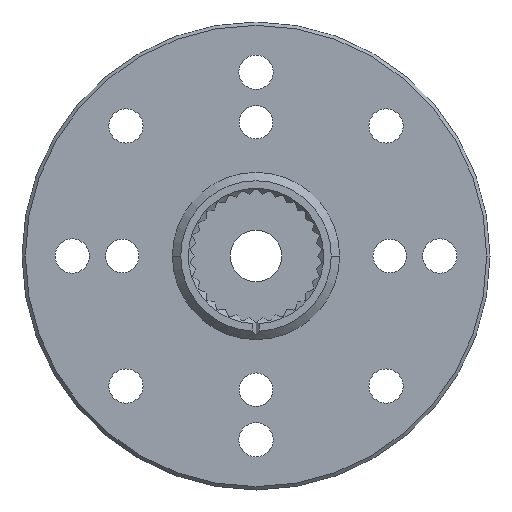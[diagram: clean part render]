
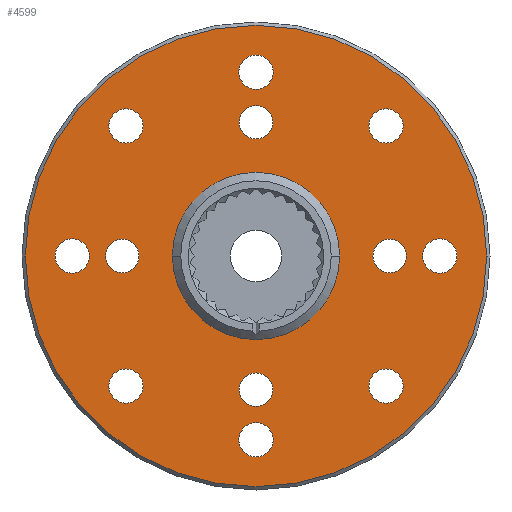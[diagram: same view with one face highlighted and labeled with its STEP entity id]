
A CAD part, front view. The second image highlights one B-rep face of the part: STEP entity #4599.
In plain terms, the highlighted planar face has unit normal (0, -1, 0).
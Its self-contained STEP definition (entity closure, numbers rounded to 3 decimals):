
#217=CARTESIAN_POINT('',(0.,0.,0.));
#218=DIRECTION('',(0.,1.,0.));
#219=DIRECTION('',(1.,0.,0.));
#220=AXIS2_PLACEMENT_3D('',#217,#218,#219);
#225=CARTESIAN_POINT('',(0.,0.,0.));
#226=DIRECTION('',(0.,-1.,0.));
#227=DIRECTION('',(1.,0.,0.));
#228=AXIS2_PLACEMENT_3D('',#225,#226,#227);
#233=CARTESIAN_POINT('',(0.,0.,-11.));
#234=DIRECTION('',(0.,1.,0.));
#235=DIRECTION('',(1.,0.,0.));
#236=AXIS2_PLACEMENT_3D('',#233,#234,#235);
#241=CARTESIAN_POINT('',(0.,0.,-11.));
#242=DIRECTION('',(0.,1.,0.));
#243=DIRECTION('',(-1.,0.,0.));
#244=AXIS2_PLACEMENT_3D('',#241,#242,#243);
#249=CARTESIAN_POINT('',(7.778,0.,-7.778));
#250=DIRECTION('',(0.,1.,0.));
#251=DIRECTION('',(1.,0.,0.));
#252=AXIS2_PLACEMENT_3D('',#249,#250,#251);
#257=CARTESIAN_POINT('',(7.778,0.,-7.778));
#258=DIRECTION('',(0.,1.,0.));
#259=DIRECTION('',(-1.,0.,0.));
#260=AXIS2_PLACEMENT_3D('',#257,#258,#259);
#265=CARTESIAN_POINT('',(11.,0.,0.));
#266=DIRECTION('',(0.,1.,0.));
#267=DIRECTION('',(1.,0.,0.));
#268=AXIS2_PLACEMENT_3D('',#265,#266,#267);
#273=CARTESIAN_POINT('',(11.,0.,0.));
#274=DIRECTION('',(0.,1.,0.));
#275=DIRECTION('',(-1.,0.,0.));
#276=AXIS2_PLACEMENT_3D('',#273,#274,#275);
#281=CARTESIAN_POINT('',(7.778,0.,7.778));
#282=DIRECTION('',(0.,1.,0.));
#283=DIRECTION('',(1.,0.,0.));
#284=AXIS2_PLACEMENT_3D('',#281,#282,#283);
#289=CARTESIAN_POINT('',(7.778,0.,7.778));
#290=DIRECTION('',(0.,1.,0.));
#291=DIRECTION('',(-1.,0.,0.));
#292=AXIS2_PLACEMENT_3D('',#289,#290,#291);
#297=CARTESIAN_POINT('',(0.,0.,11.));
#298=DIRECTION('',(0.,1.,0.));
#299=DIRECTION('',(1.,0.,0.));
#300=AXIS2_PLACEMENT_3D('',#297,#298,#299);
#305=CARTESIAN_POINT('',(0.,0.,11.));
#306=DIRECTION('',(0.,1.,0.));
#307=DIRECTION('',(-1.,0.,0.));
#308=AXIS2_PLACEMENT_3D('',#305,#306,#307);
#313=CARTESIAN_POINT('',(-7.778,0.,7.778));
#314=DIRECTION('',(0.,1.,0.));
#315=DIRECTION('',(1.,0.,0.));
#316=AXIS2_PLACEMENT_3D('',#313,#314,#315);
#321=CARTESIAN_POINT('',(-7.778,0.,7.778));
#322=DIRECTION('',(0.,1.,0.));
#323=DIRECTION('',(-1.,0.,0.));
#324=AXIS2_PLACEMENT_3D('',#321,#322,#323);
#329=CARTESIAN_POINT('',(-11.,0.,0.));
#330=DIRECTION('',(0.,1.,0.));
#331=DIRECTION('',(1.,0.,0.));
#332=AXIS2_PLACEMENT_3D('',#329,#330,#331);
#337=CARTESIAN_POINT('',(-11.,0.,0.));
#338=DIRECTION('',(0.,1.,0.));
#339=DIRECTION('',(-1.,0.,0.));
#340=AXIS2_PLACEMENT_3D('',#337,#338,#339);
#345=CARTESIAN_POINT('',(-7.778,0.,-7.778));
#346=DIRECTION('',(0.,1.,0.));
#347=DIRECTION('',(1.,0.,0.));
#348=AXIS2_PLACEMENT_3D('',#345,#346,#347);
#353=CARTESIAN_POINT('',(-7.778,0.,-7.778));
#354=DIRECTION('',(0.,1.,0.));
#355=DIRECTION('',(-1.,0.,0.));
#356=AXIS2_PLACEMENT_3D('',#353,#354,#355);
#361=CARTESIAN_POINT('',(0.,0.,-8.));
#362=DIRECTION('',(0.,-1.,0.));
#363=DIRECTION('',(1.,0.,0.));
#364=AXIS2_PLACEMENT_3D('',#361,#362,#363);
#369=CARTESIAN_POINT('',(0.,0.,-8.));
#370=DIRECTION('',(0.,-1.,0.));
#371=DIRECTION('',(-1.,0.,0.));
#372=AXIS2_PLACEMENT_3D('',#369,#370,#371);
#377=CARTESIAN_POINT('',(8.,0.,0.));
#378=DIRECTION('',(0.,-1.,0.));
#379=DIRECTION('',(1.,0.,0.));
#380=AXIS2_PLACEMENT_3D('',#377,#378,#379);
#385=CARTESIAN_POINT('',(8.,0.,0.));
#386=DIRECTION('',(0.,-1.,0.));
#387=DIRECTION('',(-1.,0.,0.));
#388=AXIS2_PLACEMENT_3D('',#385,#386,#387);
#393=CARTESIAN_POINT('',(0.,0.,8.));
#394=DIRECTION('',(0.,-1.,0.));
#395=DIRECTION('',(1.,0.,0.));
#396=AXIS2_PLACEMENT_3D('',#393,#394,#395);
#401=CARTESIAN_POINT('',(0.,0.,8.));
#402=DIRECTION('',(0.,-1.,0.));
#403=DIRECTION('',(-1.,0.,0.));
#404=AXIS2_PLACEMENT_3D('',#401,#402,#403);
#409=CARTESIAN_POINT('',(-8.,0.,0.));
#410=DIRECTION('',(0.,-1.,0.));
#411=DIRECTION('',(1.,0.,0.));
#412=AXIS2_PLACEMENT_3D('',#409,#410,#411);
#417=CARTESIAN_POINT('',(-8.,0.,0.));
#418=DIRECTION('',(0.,-1.,0.));
#419=DIRECTION('',(-1.,0.,0.));
#420=AXIS2_PLACEMENT_3D('',#417,#418,#419);
#440=CARTESIAN_POINT('',(0.,0.,0.));
#441=DIRECTION('',(0.,-1.,0.));
#442=DIRECTION('',(1.,0.,0.));
#443=AXIS2_PLACEMENT_3D('',#440,#441,#442);
#3957=CARTESIAN_POINT('',(0.,0.,0.));
#3958=DIRECTION('',(0.,1.,0.));
#3959=DIRECTION('',(1.,0.,0.));
#3960=AXIS2_PLACEMENT_3D('',#3957,#3958,#3959);
#3965=CARTESIAN_POINT('',(5.,0.,0.));
#3966=CARTESIAN_POINT('',(-5.,0.,0.));
#3967=VERTEX_POINT('',#3965);
#3968=VERTEX_POINT('',#3966);
#3985=CARTESIAN_POINT('',(13.8,0.,0.));
#3986=CARTESIAN_POINT('',(-13.8,0.,0.));
#3987=VERTEX_POINT('',#3985);
#3988=VERTEX_POINT('',#3986);
#4024=CARTESIAN_POINT('',(1.025,0.,-11.));
#4025=CARTESIAN_POINT('',(-1.025,0.,-11.));
#4026=VERTEX_POINT('',#4024);
#4027=VERTEX_POINT('',#4025);
#4036=CARTESIAN_POINT('',(8.803,0.,-7.778));
#4037=CARTESIAN_POINT('',(6.753,0.,-7.778));
#4038=VERTEX_POINT('',#4036);
#4039=VERTEX_POINT('',#4037);
#4048=CARTESIAN_POINT('',(12.025,0.,0.));
#4049=CARTESIAN_POINT('',(9.975,0.,0.));
#4050=VERTEX_POINT('',#4048);
#4051=VERTEX_POINT('',#4049);
#4060=CARTESIAN_POINT('',(8.803,0.,7.778));
#4061=CARTESIAN_POINT('',(6.753,0.,7.778));
#4062=VERTEX_POINT('',#4060);
#4063=VERTEX_POINT('',#4061);
#4072=CARTESIAN_POINT('',(1.025,0.,11.));
#4073=CARTESIAN_POINT('',(-1.025,0.,11.));
#4074=VERTEX_POINT('',#4072);
#4075=VERTEX_POINT('',#4073);
#4084=CARTESIAN_POINT('',(-6.753,0.,7.778));
#4085=CARTESIAN_POINT('',(-8.803,0.,7.778));
#4086=VERTEX_POINT('',#4084);
#4087=VERTEX_POINT('',#4085);
#4096=CARTESIAN_POINT('',(-9.975,0.,0.));
#4097=CARTESIAN_POINT('',(-12.025,0.,0.));
#4098=VERTEX_POINT('',#4096);
#4099=VERTEX_POINT('',#4097);
#4108=CARTESIAN_POINT('',(-6.753,0.,-7.778));
#4109=CARTESIAN_POINT('',(-8.803,0.,-7.778));
#4110=VERTEX_POINT('',#4108);
#4111=VERTEX_POINT('',#4109);
#4365=CARTESIAN_POINT('',(1.,0.,-8.));
#4366=CARTESIAN_POINT('',(-1.,0.,-8.));
#4367=VERTEX_POINT('',#4365);
#4368=VERTEX_POINT('',#4366);
#4369=CARTESIAN_POINT('',(9.,0.,0.));
#4370=CARTESIAN_POINT('',(7.,0.,0.));
#4371=VERTEX_POINT('',#4369);
#4372=VERTEX_POINT('',#4370);
#4373=CARTESIAN_POINT('',(1.,0.,8.));
#4374=CARTESIAN_POINT('',(-1.,0.,8.));
#4375=VERTEX_POINT('',#4373);
#4376=VERTEX_POINT('',#4374);
#4377=CARTESIAN_POINT('',(-7.,0.,0.));
#4378=CARTESIAN_POINT('',(-9.,0.,0.));
#4379=VERTEX_POINT('',#4377);
#4380=VERTEX_POINT('',#4378);
#4512=CARTESIAN_POINT('',(0.,0.,0.));
#4513=DIRECTION('',(0.,-1.,0.));
#4514=DIRECTION('',(-1.,0.,0.));
#4515=AXIS2_PLACEMENT_3D('',#4512,#4513,#4514);
#4516=PLANE('',#4515);
#4518=ORIENTED_EDGE('',*,*,#4517,.F.);
#4520=ORIENTED_EDGE('',*,*,#4519,.T.);
#4521=EDGE_LOOP('',(#4518,#4520));
#4522=FACE_OUTER_BOUND('',#4521,.F.);
#4523=ORIENTED_EDGE('',*,*,#4505,.F.);
#4524=ORIENTED_EDGE('',*,*,#4494,.T.);
#4525=EDGE_LOOP('',(#4523,#4524));
#4526=FACE_BOUND('',#4525,.F.);
#4528=ORIENTED_EDGE('',*,*,#4527,.F.);
#4530=ORIENTED_EDGE('',*,*,#4529,.F.);
#4531=EDGE_LOOP('',(#4528,#4530));
#4532=FACE_BOUND('',#4531,.F.);
#4534=ORIENTED_EDGE('',*,*,#4533,.F.);
#4536=ORIENTED_EDGE('',*,*,#4535,.F.);
#4537=EDGE_LOOP('',(#4534,#4536));
#4538=FACE_BOUND('',#4537,.F.);
#4540=ORIENTED_EDGE('',*,*,#4539,.F.);
#4542=ORIENTED_EDGE('',*,*,#4541,.F.);
#4543=EDGE_LOOP('',(#4540,#4542));
#4544=FACE_BOUND('',#4543,.F.);
#4546=ORIENTED_EDGE('',*,*,#4545,.F.);
#4548=ORIENTED_EDGE('',*,*,#4547,.F.);
#4549=EDGE_LOOP('',(#4546,#4548));
#4550=FACE_BOUND('',#4549,.F.);
#4552=ORIENTED_EDGE('',*,*,#4551,.F.);
#4554=ORIENTED_EDGE('',*,*,#4553,.F.);
#4555=EDGE_LOOP('',(#4552,#4554));
#4556=FACE_BOUND('',#4555,.F.);
#4558=ORIENTED_EDGE('',*,*,#4557,.F.);
#4560=ORIENTED_EDGE('',*,*,#4559,.F.);
#4561=EDGE_LOOP('',(#4558,#4560));
#4562=FACE_BOUND('',#4561,.F.);
#4564=ORIENTED_EDGE('',*,*,#4563,.F.);
#4566=ORIENTED_EDGE('',*,*,#4565,.F.);
#4567=EDGE_LOOP('',(#4564,#4566));
#4568=FACE_BOUND('',#4567,.F.);
#4570=ORIENTED_EDGE('',*,*,#4569,.F.);
#4572=ORIENTED_EDGE('',*,*,#4571,.F.);
#4573=EDGE_LOOP('',(#4570,#4572));
#4574=FACE_BOUND('',#4573,.F.);
#4576=ORIENTED_EDGE('',*,*,#4575,.T.);
#4578=ORIENTED_EDGE('',*,*,#4577,.T.);
#4579=EDGE_LOOP('',(#4576,#4578));
#4580=FACE_BOUND('',#4579,.F.);
#4582=ORIENTED_EDGE('',*,*,#4581,.T.);
#4584=ORIENTED_EDGE('',*,*,#4583,.T.);
#4585=EDGE_LOOP('',(#4582,#4584));
#4586=FACE_BOUND('',#4585,.F.);
#4588=ORIENTED_EDGE('',*,*,#4587,.T.);
#4590=ORIENTED_EDGE('',*,*,#4589,.T.);
#4591=EDGE_LOOP('',(#4588,#4590));
#4592=FACE_BOUND('',#4591,.F.);
#4594=ORIENTED_EDGE('',*,*,#4593,.T.);
#4596=ORIENTED_EDGE('',*,*,#4595,.T.);
#4597=EDGE_LOOP('',(#4594,#4596));
#4598=FACE_BOUND('',#4597,.F.);
#4599=ADVANCED_FACE('',(#4522,#4526,#4532,#4538,#4544,#4550,#4556,#4562,#4568,
#4574,#4580,#4586,#4592,#4598),#4516,.T.);
#221=CIRCLE('',#220,5.);
#229=CIRCLE('',#228,5.);
#237=CIRCLE('',#236,1.025);
#245=CIRCLE('',#244,1.025);
#253=CIRCLE('',#252,1.025);
#261=CIRCLE('',#260,1.025);
#269=CIRCLE('',#268,1.025);
#277=CIRCLE('',#276,1.025);
#285=CIRCLE('',#284,1.025);
#293=CIRCLE('',#292,1.025);
#301=CIRCLE('',#300,1.025);
#309=CIRCLE('',#308,1.025);
#317=CIRCLE('',#316,1.025);
#325=CIRCLE('',#324,1.025);
#333=CIRCLE('',#332,1.025);
#341=CIRCLE('',#340,1.025);
#349=CIRCLE('',#348,1.025);
#357=CIRCLE('',#356,1.025);
#365=CIRCLE('',#364,1.);
#373=CIRCLE('',#372,1.);
#381=CIRCLE('',#380,1.);
#389=CIRCLE('',#388,1.);
#397=CIRCLE('',#396,1.);
#405=CIRCLE('',#404,1.);
#413=CIRCLE('',#412,1.);
#421=CIRCLE('',#420,1.);
#444=CIRCLE('',#443,13.8);
#3961=CIRCLE('',#3960,13.8);
#4494=EDGE_CURVE('',#3967,#3968,#229,.T.);
#4505=EDGE_CURVE('',#3967,#3968,#221,.T.);
#4517=EDGE_CURVE('',#3987,#3988,#444,.T.);
#4519=EDGE_CURVE('',#3987,#3988,#3961,.T.);
#4527=EDGE_CURVE('',#4026,#4027,#237,.T.);
#4529=EDGE_CURVE('',#4027,#4026,#245,.T.);
#4533=EDGE_CURVE('',#4038,#4039,#253,.T.);
#4535=EDGE_CURVE('',#4039,#4038,#261,.T.);
#4539=EDGE_CURVE('',#4050,#4051,#269,.T.);
#4541=EDGE_CURVE('',#4051,#4050,#277,.T.);
#4545=EDGE_CURVE('',#4062,#4063,#285,.T.);
#4547=EDGE_CURVE('',#4063,#4062,#293,.T.);
#4551=EDGE_CURVE('',#4074,#4075,#301,.T.);
#4553=EDGE_CURVE('',#4075,#4074,#309,.T.);
#4557=EDGE_CURVE('',#4086,#4087,#317,.T.);
#4559=EDGE_CURVE('',#4087,#4086,#325,.T.);
#4563=EDGE_CURVE('',#4098,#4099,#333,.T.);
#4565=EDGE_CURVE('',#4099,#4098,#341,.T.);
#4569=EDGE_CURVE('',#4110,#4111,#349,.T.);
#4571=EDGE_CURVE('',#4111,#4110,#357,.T.);
#4575=EDGE_CURVE('',#4367,#4368,#365,.T.);
#4577=EDGE_CURVE('',#4368,#4367,#373,.T.);
#4581=EDGE_CURVE('',#4371,#4372,#381,.T.);
#4583=EDGE_CURVE('',#4372,#4371,#389,.T.);
#4587=EDGE_CURVE('',#4375,#4376,#397,.T.);
#4589=EDGE_CURVE('',#4376,#4375,#405,.T.);
#4593=EDGE_CURVE('',#4379,#4380,#413,.T.);
#4595=EDGE_CURVE('',#4380,#4379,#421,.T.);
